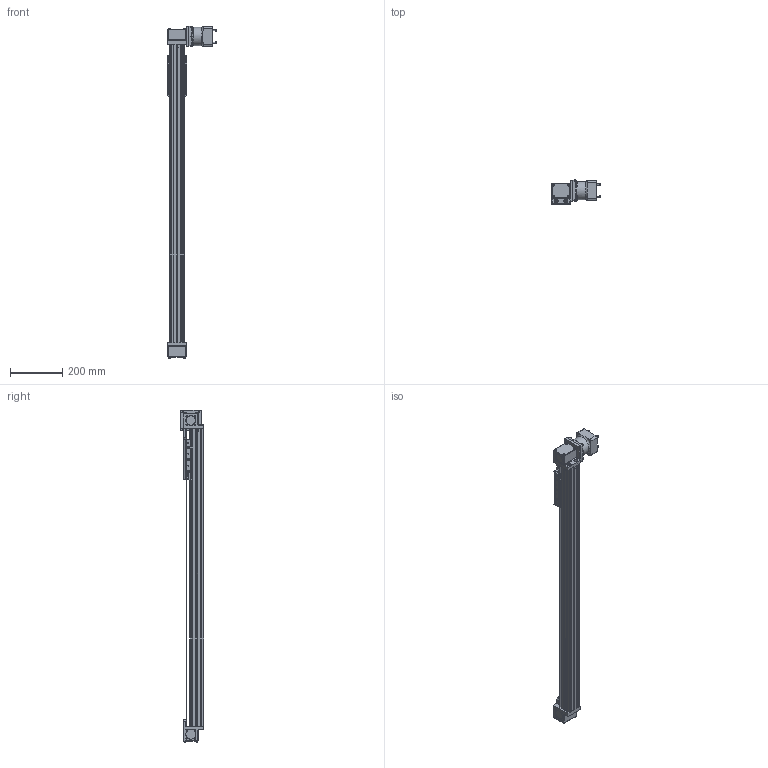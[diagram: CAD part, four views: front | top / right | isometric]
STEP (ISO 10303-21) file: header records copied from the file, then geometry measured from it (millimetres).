
FILE_DESCRIPTION (( 'STEP AP203' ), '1' );
FILE_NAME ('MXB-485276-1.step', '2025-04-02T15:04:09', ( '' ), ( '' ), 'SwSTEP 2.0', 'SolidWorks 2024', '' );
FILE_SCHEMA (( 'CONFIG_CONTROL_DESIGN' ));
Length unit declared in the file: inch
Products named in the file (5): 85329805_MXB-485276-1; tempJoin11_45109054_MXB-485276-1; tempJoin5_44109204_MXB-485276-1; Base_MXB-485276-1; MXB-485276-1
Assembly tree (4 placements, depth 2):
  MXB-485276-1
    85329805_MXB-485276-1
    tempJoin11_45109054_MXB-485276-1
    tempJoin5_44109204_MXB-485276-1
    Base_MXB-485276-1
Bounding box: 187.91 x 90.43 x 1267.17 mm (x, y, z)
Volume: 4143920.4 mm3; surface area: 657869.3 mm2
Topology: 8 solids, 27 shells, 1808 faces, 4482 edges, 2877 vertices
Faces by surface type: plane 1081, cylinder 519, cone 107, torus 45, sphere 44, bspline 12
Full cylindrical faces by diameter (mm): 2.997 x6, 3 x2, 3.3 x12, 3.454 x1, 3.97 x4, 4 x17, 4.2 x28, 4.201 x4, 4.318 x1, 5 x26, 5.001 x4, 5.334 x4, 5.5 x8, 5.69 x4, 6 x4, 6.121 x4, 6.604 x4, 6.8 x10, 7 x5, 7.14 x2, 8.5 x26, 8.89 x4, 9.398 x4, 9.5 x12, 9.525 x7, 12 x4, 12.7 x2, 13.5 x4, 17.78 x1, 34.544 x1
Entity records: 52497 total; most frequent: CARTESIAN_POINT 10439, DIRECTION 8810, ORIENTED_EDGE 7944, EDGE_CURVE 3972, AXIS2_PLACEMENT_3D 3164, VERTEX_POINT 2731, LINE 2482, VECTOR 2482
